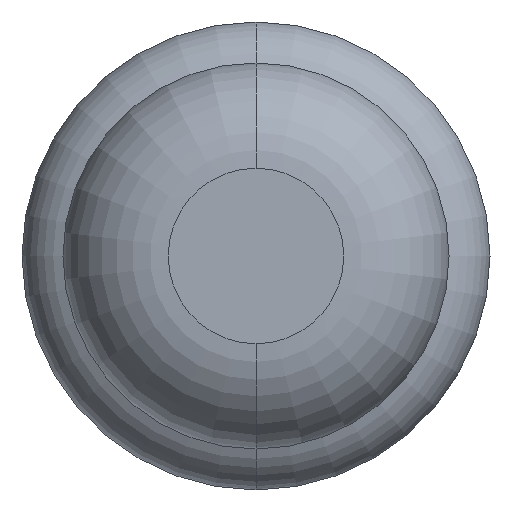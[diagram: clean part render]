
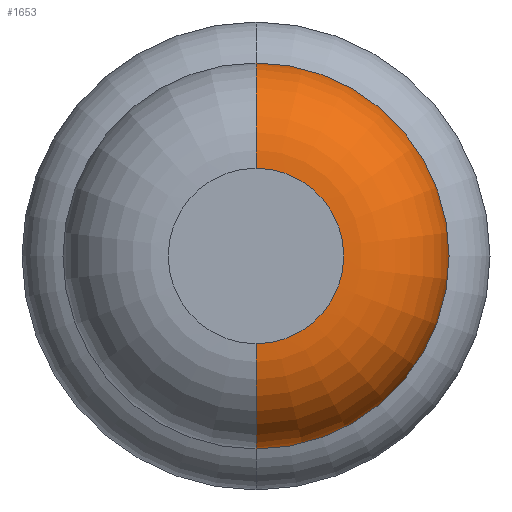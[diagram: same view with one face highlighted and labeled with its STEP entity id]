
A CAD part, front view. The second image highlights one B-rep face of the part: STEP entity #1653.
In plain terms, the highlighted toroidal (fillet/blend) face has major radius 0.375 mm and minor radius 0.45 mm.
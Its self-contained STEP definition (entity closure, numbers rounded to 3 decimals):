
#40 = ORIENTED_EDGE ( 'NONE', *, *, #627, .T. ) ;
#129 = DIRECTION ( 'NONE',  ( 0., 0., 1. ) ) ;
#138 = DIRECTION ( 'NONE',  ( 0., 0., -1. ) ) ;
#188 = FACE_OUTER_BOUND ( 'NONE', #1623, .T. ) ;
#344 = CIRCLE ( 'NONE', #4276, 0.45 ) ;
#533 = CARTESIAN_POINT ( 'NONE',  ( 0., -24., -0.375 ) ) ;
#547 = DIRECTION ( 'NONE',  ( 0., 0., 1. ) ) ;
#558 = EDGE_CURVE ( 'Defeature ausgef�hrt1_7+Defeature ausgef�hrt1_6+Defeature ausgef�hrt1_6+Defeature ausgef�hrt1_6', #3727, #2589, #2016, .T. ) ;
#578 = AXIS2_PLACEMENT_3D ( 'NONE', #1970, #1521, #138 ) ;
#627 = EDGE_CURVE ( 'Defeature ausgef�hrt1_6+Defeature ausgef�hrt1_5+Defeature ausgef�hrt1_5+Defeature ausgef�hrt1_5', #3423, #1543, #4041, .T. ) ;
#882 = TOROIDAL_SURFACE ( 'NONE', #3974, 0.375, 0.45 ) ;
#919 = CARTESIAN_POINT ( 'NONE',  ( 0., -23.55, 0. ) ) ;
#983 = CARTESIAN_POINT ( 'NONE',  ( 0., -23.55, 0.375 ) ) ;
#1321 = ORIENTED_EDGE ( 'NONE', *, *, #2068, .T. ) ;
#1521 = DIRECTION ( 'NONE',  ( 1., 0., 0. ) ) ;
#1543 = VERTEX_POINT ( 'NONE', #533 ) ;
#1557 = CARTESIAN_POINT ( 'NONE',  ( 0., -23.55, 0.825 ) ) ;
#1583 = DIRECTION ( 'NONE',  ( 0., 1., 0. ) ) ;
#1598 = DIRECTION ( 'NONE',  ( 0., 1., 0. ) ) ;
#1623 = EDGE_LOOP ( 'NONE', ( #40, #1321, #4562, #4171 ) ) ;
#1653 = ADVANCED_FACE ( 'Defeature ausgef�hrt1_6', ( #188 ), #882, .T. ) ;
#1742 = DIRECTION ( 'NONE',  ( 0., 1., 0. ) ) ;
#1970 = CARTESIAN_POINT ( 'NONE',  ( 0., -23.55, -0.375 ) ) ;
#2016 = CIRCLE ( 'NONE', #2618, 0.825 ) ;
#2068 = EDGE_CURVE ( 'NONE', #1543, #2589, #2616, .T. ) ;
#2589 = VERTEX_POINT ( 'NONE', #3624 ) ;
#2616 = CIRCLE ( 'NONE', #578, 0.45 ) ;
#2618 = AXIS2_PLACEMENT_3D ( 'NONE', #919, #1583, #129 ) ;
#2762 = CARTESIAN_POINT ( 'NONE',  ( 0., -24., 0.375 ) ) ;
#3364 = AXIS2_PLACEMENT_3D ( 'NONE', #4176, #1742, #3844 ) ;
#3423 = VERTEX_POINT ( 'NONE', #2762 ) ;
#3523 = DIRECTION ( 'NONE',  ( -1., 0., 0. ) ) ;
#3624 = CARTESIAN_POINT ( 'NONE',  ( 0., -23.55, -0.825 ) ) ;
#3727 = VERTEX_POINT ( 'NONE', #1557 ) ;
#3762 = CARTESIAN_POINT ( 'NONE',  ( 0., -23.55, 0. ) ) ;
#3844 = DIRECTION ( 'NONE',  ( 0., 0., 1. ) ) ;
#3902 = DIRECTION ( 'NONE',  ( 0., 0., 1. ) ) ;
#3974 = AXIS2_PLACEMENT_3D ( 'NONE', #3762, #1598, #547 ) ;
#4041 = CIRCLE ( 'NONE', #3364, 0.375 ) ;
#4171 = ORIENTED_EDGE ( 'NONE', *, *, #4594, .F. ) ;
#4176 = CARTESIAN_POINT ( 'NONE',  ( 0., -24., 0. ) ) ;
#4276 = AXIS2_PLACEMENT_3D ( 'NONE', #983, #3523, #3902 ) ;
#4562 = ORIENTED_EDGE ( 'NONE', *, *, #558, .F. ) ;
#4594 = EDGE_CURVE ( 'NONE', #3423, #3727, #344, .T. ) ;
